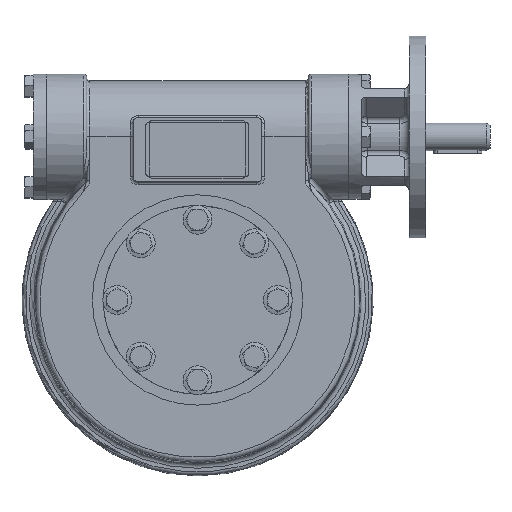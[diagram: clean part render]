
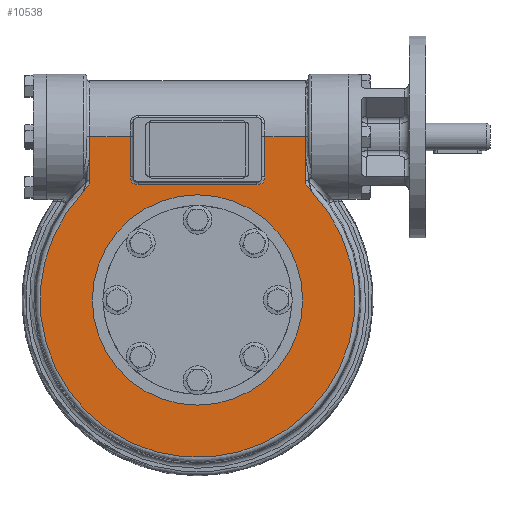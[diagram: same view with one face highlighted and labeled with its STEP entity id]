
A CAD part, top view. The second image highlights one B-rep face of the part: STEP entity #10538.
In plain terms, the highlighted planar face has unit normal (0, 0, 1).
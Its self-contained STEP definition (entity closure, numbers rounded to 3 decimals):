
#634=B_SPLINE_CURVE_WITH_KNOTS('',3,(#30349,#30350,#30351,#30352,#30353,
#30354,#30355),.UNSPECIFIED.,.F.,.F.,(4,1,1,1,4),(0.,0.002,
0.004,0.006,0.008),
 .UNSPECIFIED.);
#635=B_SPLINE_CURVE_WITH_KNOTS('',3,(#30359,#30360,#30361,#30362,#30363,
#30364,#30365),.UNSPECIFIED.,.F.,.F.,(4,1,1,1,4),(0.,0.002,
0.004,0.006,0.008),
 .UNSPECIFIED.);
#1140=LINE('',#30332,#1628);
#1141=LINE('',#30335,#1629);
#1142=LINE('',#30339,#1630);
#1143=LINE('',#30343,#1631);
#1144=LINE('',#30345,#1632);
#1145=LINE('',#30347,#1633);
#1146=LINE('',#30367,#1634);
#1628=VECTOR('',#15902,1000.);
#1629=VECTOR('',#15903,1000.);
#1630=VECTOR('',#15906,1000.);
#1631=VECTOR('',#15909,1000.);
#1632=VECTOR('',#15910,1000.);
#1633=VECTOR('',#15911,1000.);
#1634=VECTOR('',#15914,1000.);
#1927=PLANE('',#13526);
#4347=ORIENTED_EDGE('',*,*,#6289,.F.);
#4348=ORIENTED_EDGE('',*,*,#6290,.T.);
#4349=ORIENTED_EDGE('',*,*,#6291,.T.);
#4350=ORIENTED_EDGE('',*,*,#6292,.T.);
#4351=ORIENTED_EDGE('',*,*,#6293,.T.);
#4352=ORIENTED_EDGE('',*,*,#6294,.T.);
#4353=ORIENTED_EDGE('',*,*,#6295,.F.);
#4354=ORIENTED_EDGE('',*,*,#6296,.T.);
#4355=ORIENTED_EDGE('',*,*,#6297,.T.);
#4356=ORIENTED_EDGE('',*,*,#6298,.T.);
#4357=ORIENTED_EDGE('',*,*,#6299,.T.);
#4358=ORIENTED_EDGE('',*,*,#6300,.T.);
#4359=ORIENTED_EDGE('',*,*,#6301,.T.);
#6289=EDGE_CURVE('',#7432,#7433,#1140,.T.);
#6290=EDGE_CURVE('',#7432,#7434,#1141,.F.);
#6291=EDGE_CURVE('',#7434,#7435,#8031,.F.);
#6292=EDGE_CURVE('',#7435,#7436,#1142,.F.);
#6293=EDGE_CURVE('',#7436,#7437,#8032,.F.);
#6294=EDGE_CURVE('',#7437,#7438,#1143,.F.);
#6295=EDGE_CURVE('',#7439,#7438,#1144,.T.);
#6296=EDGE_CURVE('',#7439,#7440,#1145,.F.);
#6297=EDGE_CURVE('',#7440,#7441,#634,.T.);
#6298=EDGE_CURVE('',#7441,#7442,#8033,.T.);
#6299=EDGE_CURVE('',#7442,#7443,#635,.F.);
#6300=EDGE_CURVE('',#7443,#7433,#1146,.F.);
#6301=EDGE_CURVE('',#7444,#7444,#8034,.T.);
#7432=VERTEX_POINT('',#30333);
#7433=VERTEX_POINT('',#30334);
#7434=VERTEX_POINT('',#30336);
#7435=VERTEX_POINT('',#30338);
#7436=VERTEX_POINT('',#30340);
#7437=VERTEX_POINT('',#30342);
#7438=VERTEX_POINT('',#30344);
#7439=VERTEX_POINT('',#30346);
#7440=VERTEX_POINT('',#30348);
#7441=VERTEX_POINT('',#30356);
#7442=VERTEX_POINT('',#30358);
#7443=VERTEX_POINT('',#30366);
#7444=VERTEX_POINT('',#30369);
#8031=CIRCLE('',#13527,5.);
#8032=CIRCLE('',#13528,5.);
#8033=CIRCLE('',#13529,98.052);
#8034=CIRCLE('',#13530,65.5);
#8807=EDGE_LOOP('',(#4347,#4348,#4349,#4350,#4351,#4352,#4353,#4354,#4355,
#4356,#4357,#4358));
#8808=EDGE_LOOP('',(#4359));
#9614=FACE_BOUND('',#8807,.T.);
#9615=FACE_BOUND('',#8808,.T.);
#10538=ADVANCED_FACE('',(#9614,#9615),#1927,.T.);
#13526=AXIS2_PLACEMENT_3D('',#30331,#15900,#15901);
#13527=AXIS2_PLACEMENT_3D('',#30337,#15904,#15905);
#13528=AXIS2_PLACEMENT_3D('',#30341,#15907,#15908);
#13529=AXIS2_PLACEMENT_3D('',#30357,#15912,#15913);
#13530=AXIS2_PLACEMENT_3D('',#30368,#15915,#15916);
#15900=DIRECTION('',(0.,0.,1.));
#15901=DIRECTION('',(1.,0.,0.));
#15902=DIRECTION('',(1.,0.,0.));
#15903=DIRECTION('',(0.,1.,0.));
#15904=DIRECTION('',(0.,0.,1.));
#15905=DIRECTION('',(1.,0.,0.));
#15906=DIRECTION('',(1.,0.,0.));
#15907=DIRECTION('',(0.,0.,1.));
#15908=DIRECTION('',(1.,0.,0.));
#15909=DIRECTION('',(0.,-1.,0.));
#15910=DIRECTION('',(1.,0.,0.));
#15911=DIRECTION('',(0.,1.,0.));
#15912=DIRECTION('',(0.,0.,1.));
#15913=DIRECTION('',(1.,0.,0.));
#15914=DIRECTION('',(0.,-1.,0.));
#15915=DIRECTION('',(0.,0.,-1.));
#15916=DIRECTION('',(1.,0.,0.));
#30331=CARTESIAN_POINT('',(102.24,-0.625,35.));
#30332=CARTESIAN_POINT('',(-558.91,0.,35.));
#30333=CARTESIAN_POINT('',(144.24,0.,35.));
#30334=CARTESIAN_POINT('',(169.24,0.,35.));
#30335=CARTESIAN_POINT('',(144.24,-25.,35.));
#30336=CARTESIAN_POINT('',(144.24,-25.,35.));
#30337=CARTESIAN_POINT('',(139.24,-25.,35.));
#30338=CARTESIAN_POINT('',(139.24,-30.,35.));
#30339=CARTESIAN_POINT('',(65.24,-30.,35.));
#30340=CARTESIAN_POINT('',(65.24,-30.,35.));
#30341=CARTESIAN_POINT('',(65.24,-25.,35.));
#30342=CARTESIAN_POINT('',(60.24,-25.,35.));
#30343=CARTESIAN_POINT('',(60.24,0.,35.));
#30344=CARTESIAN_POINT('',(60.24,0.,35.));
#30345=CARTESIAN_POINT('',(-558.91,0.,35.));
#30346=CARTESIAN_POINT('',(35.24,0.,35.));
#30347=CARTESIAN_POINT('',(35.24,-31.96,35.));
#30348=CARTESIAN_POINT('',(35.24,-27.074,35.));
#30349=CARTESIAN_POINT('',(35.24,-27.074,35.));
#30350=CARTESIAN_POINT('',(35.24,-27.761,35.));
#30351=CARTESIAN_POINT('',(34.9,-29.1,35.));
#30352=CARTESIAN_POINT('',(33.766,-30.8,35.));
#30353=CARTESIAN_POINT('',(32.507,-32.401,35.));
#30354=CARTESIAN_POINT('',(31.657,-33.468,35.));
#30355=CARTESIAN_POINT('',(31.24,-34.,35.));
#30356=CARTESIAN_POINT('',(31.24,-34.,35.));
#30357=CARTESIAN_POINT('',(102.24,-101.625,35.));
#30358=CARTESIAN_POINT('',(173.24,-34.,35.));
#30359=CARTESIAN_POINT('',(169.24,-27.074,35.));
#30360=CARTESIAN_POINT('',(169.24,-27.761,35.));
#30361=CARTESIAN_POINT('',(169.58,-29.1,35.));
#30362=CARTESIAN_POINT('',(170.714,-30.8,35.));
#30363=CARTESIAN_POINT('',(171.973,-32.401,35.));
#30364=CARTESIAN_POINT('',(172.823,-33.468,35.));
#30365=CARTESIAN_POINT('',(173.24,-34.,35.));
#30366=CARTESIAN_POINT('',(169.24,-27.074,35.));
#30367=CARTESIAN_POINT('',(169.24,-17.205,35.));
#30368=CARTESIAN_POINT('',(102.24,-101.625,35.));
#30369=CARTESIAN_POINT('',(167.74,-101.625,35.));
